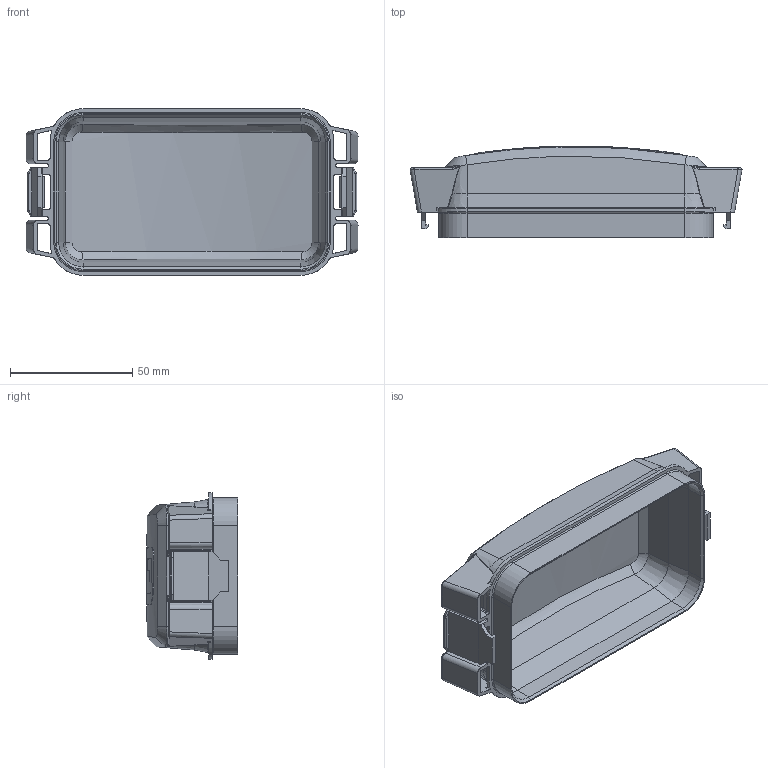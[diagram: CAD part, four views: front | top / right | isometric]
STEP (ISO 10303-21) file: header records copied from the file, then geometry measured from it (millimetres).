
FILE_DESCRIPTION((''),'2;1');
FILE_NAME('PDM-SC','2016-01-11T',('rrivas'),(''),'PRO/ENGINEER BY PARAMETRIC TECHNOLOGY CORPORATION, 2010100','PRO/ENGINEER BY PARAMETRIC TECHNOLOGY CORPORATION, 2010100','');
FILE_SCHEMA(('CONFIG_CONTROL_DESIGN'));
Length unit declared in the file: inch
Products named in the file (1): PDM-SC
Bounding box: 135.69 x 37.5 x 68.1 mm (x, y, z)
Surface area: 42139 mm2 (no closed solid volume)
Topology: 0 solids, 1 shells, 549 faces, 1385 edges, 826 vertices
Faces by surface type: cylinder 211, plane 182, bspline 84, torus 28, cone 24, sphere 20
Entity records: 20817 total; most frequent: CARTESIAN_POINT 8450, ORIENTED_EDGE 2734, DIRECTION 2337, EDGE_CURVE 1385, AXIS2_PLACEMENT_3D 829, VERTEX_POINT 826, VECTOR 679, LINE 679
